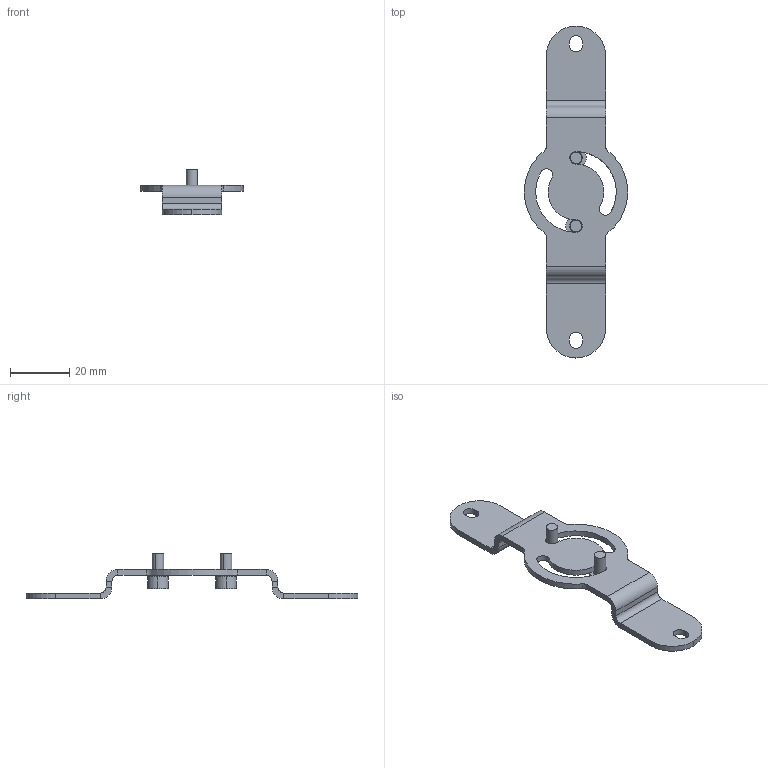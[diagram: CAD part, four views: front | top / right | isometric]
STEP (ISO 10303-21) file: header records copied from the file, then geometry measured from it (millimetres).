
FILE_DESCRIPTION(('CATIA V5 STEP Exchange','CAx-IF Rec.Pracs.--- Model Styling and Organization---1.4--- 2014-01-23'),'2;1');
FILE_NAME ('D1448522_1', '2020-03-27T11:28:48+00:00', ('none'), ('Weidmueller'), 'CATIA Version 5-6 Release 2016 SP3 HF44', 'CATIA V5 STEP AP214', 'none');
FILE_SCHEMA(('AUTOMOTIVE_DESIGN { 1 0 10303 214 1 1 1 1 }'));
Length unit declared in the file: millimetre
Products named in the file (1): 1099580000
Bounding box: 34.88 x 112 x 15.5 mm (x, y, z)
Volume: 5285.2 mm3; surface area: 6392.8 mm2
Topology: 5 solids, 5 shells, 110 faces, 250 edges, 156 vertices
Faces by surface type: plane 60, cylinder 50
Entity records: 2990 total; most frequent: CARTESIAN_POINT 545, ORIENTED_EDGE 500, DIRECTION 441, EDGE_CURVE 250, AXIS2_PLACEMENT_3D 194, VERTEX_POINT 156, VECTOR 150, LINE 150
